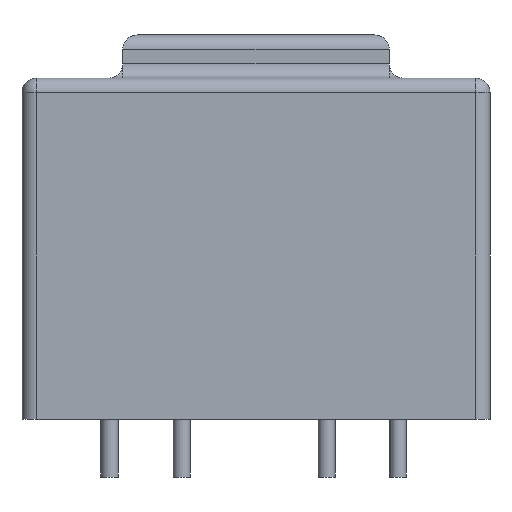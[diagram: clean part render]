
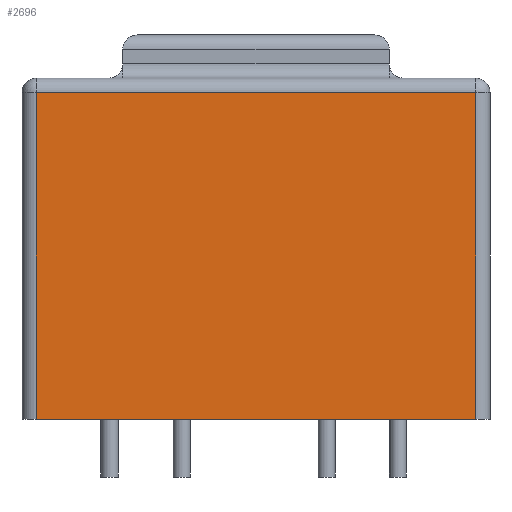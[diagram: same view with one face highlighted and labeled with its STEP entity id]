
A CAD part, front view. The second image highlights one B-rep face of the part: STEP entity #2696.
In plain terms, the highlighted planar face has unit normal (0, -1, 0).
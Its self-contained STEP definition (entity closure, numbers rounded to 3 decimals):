
#1574 = CYLINDRICAL_SURFACE('',#1575,1.);
#1575 = AXIS2_PLACEMENT_3D('',#1576,#1577,#1578);
#1576 = CARTESIAN_POINT('',(1.,1.,22.7));
#1577 = DIRECTION('',(1.,0.,0.));
#1578 = DIRECTION('',(0.,0.,1.));
#1845 = PLANE('',#1846);
#1846 = AXIS2_PLACEMENT_3D('',#1847,#1848,#1849);
#1847 = CARTESIAN_POINT('',(16.25,13.45,0.));
#1848 = DIRECTION('',(0.,0.,1.));
#1849 = DIRECTION('',(1.,0.,0.));
#1873 = CYLINDRICAL_SURFACE('',#1874,1.);
#1874 = AXIS2_PLACEMENT_3D('',#1875,#1876,#1877);
#1875 = CARTESIAN_POINT('',(31.5,1.,22.7));
#1876 = DIRECTION('',(-0.,-0.,-1.));
#1877 = DIRECTION('',(1.,0.,0.));
#2140 = CYLINDRICAL_SURFACE('',#2141,1.);
#2141 = AXIS2_PLACEMENT_3D('',#2142,#2143,#2144);
#2142 = CARTESIAN_POINT('',(1.,1.,0.));
#2143 = DIRECTION('',(0.,0.,1.));
#2144 = DIRECTION('',(-1.,0.,0.));
#2215 = VERTEX_POINT('',#2216);
#2216 = CARTESIAN_POINT('',(1.,0.,22.7));
#2236 = EDGE_CURVE('',#2215,#2237,#2239,.T.);
#2237 = VERTEX_POINT('',#2238);
#2238 = CARTESIAN_POINT('',(31.5,0.,22.7));
#2239 = SURFACE_CURVE('',#2240,(#2244,#2251),.PCURVE_S1.);
#2240 = LINE('',#2241,#2242);
#2241 = CARTESIAN_POINT('',(1.,0.,22.7));
#2242 = VECTOR('',#2243,1.);
#2243 = DIRECTION('',(1.,0.,0.));
#2244 = PCURVE('',#1574,#2245);
#2245 = DEFINITIONAL_REPRESENTATION('',(#2246),#2250);
#2246 = LINE('',#2247,#2248);
#2247 = CARTESIAN_POINT('',(1.571,0.));
#2248 = VECTOR('',#2249,1.);
#2249 = DIRECTION('',(0.,1.));
#2250 = ( GEOMETRIC_REPRESENTATION_CONTEXT(2) 
PARAMETRIC_REPRESENTATION_CONTEXT() REPRESENTATION_CONTEXT('2D SPACE',''
  ) );
#2251 = PCURVE('',#2252,#2257);
#2252 = PLANE('',#2253);
#2253 = AXIS2_PLACEMENT_3D('',#2254,#2255,#2256);
#2254 = CARTESIAN_POINT('',(0.,0.,0.));
#2255 = DIRECTION('',(0.,1.,0.));
#2256 = DIRECTION('',(1.,0.,0.));
#2257 = DEFINITIONAL_REPRESENTATION('',(#2258),#2262);
#2258 = LINE('',#2259,#2260);
#2259 = CARTESIAN_POINT('',(1.,-22.7));
#2260 = VECTOR('',#2261,1.);
#2261 = DIRECTION('',(1.,0.));
#2262 = ( GEOMETRIC_REPRESENTATION_CONTEXT(2) 
PARAMETRIC_REPRESENTATION_CONTEXT() REPRESENTATION_CONTEXT('2D SPACE',''
  ) );
#2380 = VERTEX_POINT('',#2381);
#2381 = CARTESIAN_POINT('',(1.,0.,0.));
#2403 = EDGE_CURVE('',#2380,#2404,#2406,.T.);
#2404 = VERTEX_POINT('',#2405);
#2405 = CARTESIAN_POINT('',(31.5,0.,0.));
#2406 = SURFACE_CURVE('',#2407,(#2411,#2418),.PCURVE_S1.);
#2407 = LINE('',#2408,#2409);
#2408 = CARTESIAN_POINT('',(0.,0.,0.));
#2409 = VECTOR('',#2410,1.);
#2410 = DIRECTION('',(1.,0.,0.));
#2411 = PCURVE('',#1845,#2412);
#2412 = DEFINITIONAL_REPRESENTATION('',(#2413),#2417);
#2413 = LINE('',#2414,#2415);
#2414 = CARTESIAN_POINT('',(-16.25,-13.45));
#2415 = VECTOR('',#2416,1.);
#2416 = DIRECTION('',(1.,0.));
#2417 = ( GEOMETRIC_REPRESENTATION_CONTEXT(2) 
PARAMETRIC_REPRESENTATION_CONTEXT() REPRESENTATION_CONTEXT('2D SPACE',''
  ) );
#2418 = PCURVE('',#2252,#2419);
#2419 = DEFINITIONAL_REPRESENTATION('',(#2420),#2424);
#2420 = LINE('',#2421,#2422);
#2421 = CARTESIAN_POINT('',(0.,0.));
#2422 = VECTOR('',#2423,1.);
#2423 = DIRECTION('',(1.,0.));
#2424 = ( GEOMETRIC_REPRESENTATION_CONTEXT(2) 
PARAMETRIC_REPRESENTATION_CONTEXT() REPRESENTATION_CONTEXT('2D SPACE',''
  ) );
#2615 = EDGE_CURVE('',#2237,#2404,#2616,.T.);
#2616 = SURFACE_CURVE('',#2617,(#2621,#2628),.PCURVE_S1.);
#2617 = LINE('',#2618,#2619);
#2618 = CARTESIAN_POINT('',(31.5,0.,22.7));
#2619 = VECTOR('',#2620,1.);
#2620 = DIRECTION('',(-0.,-0.,-1.));
#2621 = PCURVE('',#1873,#2622);
#2622 = DEFINITIONAL_REPRESENTATION('',(#2623),#2627);
#2623 = LINE('',#2624,#2625);
#2624 = CARTESIAN_POINT('',(1.571,0.));
#2625 = VECTOR('',#2626,1.);
#2626 = DIRECTION('',(0.,1.));
#2627 = ( GEOMETRIC_REPRESENTATION_CONTEXT(2) 
PARAMETRIC_REPRESENTATION_CONTEXT() REPRESENTATION_CONTEXT('2D SPACE',''
  ) );
#2628 = PCURVE('',#2252,#2629);
#2629 = DEFINITIONAL_REPRESENTATION('',(#2630),#2634);
#2630 = LINE('',#2631,#2632);
#2631 = CARTESIAN_POINT('',(31.5,-22.7));
#2632 = VECTOR('',#2633,1.);
#2633 = DIRECTION('',(-0.,1.));
#2634 = ( GEOMETRIC_REPRESENTATION_CONTEXT(2) 
PARAMETRIC_REPRESENTATION_CONTEXT() REPRESENTATION_CONTEXT('2D SPACE',''
  ) );
#2649 = EDGE_CURVE('',#2380,#2215,#2650,.T.);
#2650 = SURFACE_CURVE('',#2651,(#2655,#2662),.PCURVE_S1.);
#2651 = LINE('',#2652,#2653);
#2652 = CARTESIAN_POINT('',(1.,0.,0.));
#2653 = VECTOR('',#2654,1.);
#2654 = DIRECTION('',(0.,0.,1.));
#2655 = PCURVE('',#2140,#2656);
#2656 = DEFINITIONAL_REPRESENTATION('',(#2657),#2661);
#2657 = LINE('',#2658,#2659);
#2658 = CARTESIAN_POINT('',(1.571,0.));
#2659 = VECTOR('',#2660,1.);
#2660 = DIRECTION('',(0.,1.));
#2661 = ( GEOMETRIC_REPRESENTATION_CONTEXT(2) 
PARAMETRIC_REPRESENTATION_CONTEXT() REPRESENTATION_CONTEXT('2D SPACE',''
  ) );
#2662 = PCURVE('',#2252,#2663);
#2663 = DEFINITIONAL_REPRESENTATION('',(#2664),#2668);
#2664 = LINE('',#2665,#2666);
#2665 = CARTESIAN_POINT('',(1.,0.));
#2666 = VECTOR('',#2667,1.);
#2667 = DIRECTION('',(0.,-1.));
#2668 = ( GEOMETRIC_REPRESENTATION_CONTEXT(2) 
PARAMETRIC_REPRESENTATION_CONTEXT() REPRESENTATION_CONTEXT('2D SPACE',''
  ) );
#2696 = ADVANCED_FACE('',(#2697),#2252,.F.);
#2697 = FACE_BOUND('',#2698,.F.);
#2698 = EDGE_LOOP('',(#2699,#2700,#2701,#2702));
#2699 = ORIENTED_EDGE('',*,*,#2403,.F.);
#2700 = ORIENTED_EDGE('',*,*,#2649,.T.);
#2701 = ORIENTED_EDGE('',*,*,#2236,.T.);
#2702 = ORIENTED_EDGE('',*,*,#2615,.T.);
